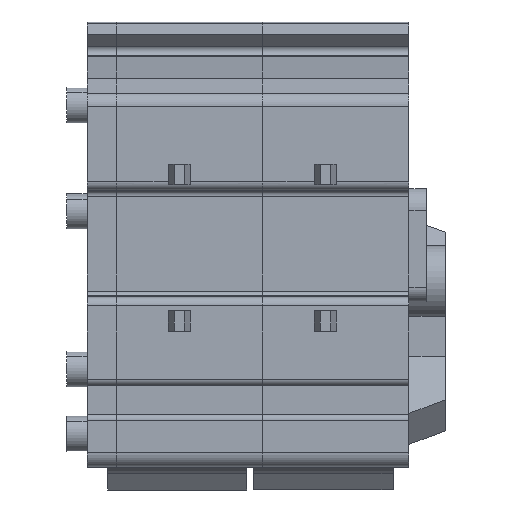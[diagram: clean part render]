
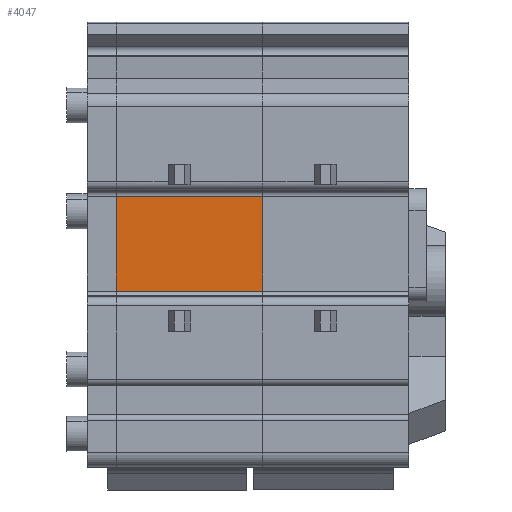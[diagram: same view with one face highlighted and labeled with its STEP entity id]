
A CAD part, front view. The second image highlights one B-rep face of the part: STEP entity #4047.
In plain terms, the highlighted face is planar.
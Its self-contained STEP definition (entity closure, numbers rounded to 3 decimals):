
#125 = EDGE_CURVE ( 'NONE', #6931, #5525, #2567, .T. ) ;
#202 = ORIENTED_EDGE ( 'NONE', *, *, #5770, .F. ) ;
#280 = DIRECTION ( 'NONE',  ( 0., 0., 1. ) ) ;
#1060 = VERTEX_POINT ( 'NONE', #6211 ) ;
#1202 = FACE_OUTER_BOUND ( 'NONE', #5802, .T. ) ;
#1412 = EDGE_CURVE ( 'NONE', #1060, #5525, #8250, .T. ) ;
#1792 = DIRECTION ( 'NONE',  ( 0.707, 0.707, 0. ) ) ;
#1885 = DIRECTION ( 'NONE',  ( -0.707, -0.707, 0. ) ) ;
#2121 = VECTOR ( 'NONE', #1792, 1000. ) ;
#2423 = CARTESIAN_POINT ( 'NONE',  ( 228.613, 244.866, -6. ) ) ;
#2484 = CARTESIAN_POINT ( 'NONE',  ( 228.613, 244.866, 8.73 ) ) ;
#2567 = LINE ( 'NONE', #4637, #4346 ) ;
#2768 = VECTOR ( 'NONE', #280, 1000. ) ;
#3021 = AXIS2_PLACEMENT_3D ( 'NONE', #2484, #5404, #1885 ) ;
#3074 = ORIENTED_EDGE ( 'NONE', *, *, #125, .T. ) ;
#3262 = CARTESIAN_POINT ( 'NONE',  ( 226.322, 242.575, -11. ) ) ;
#4047 = ADVANCED_FACE ( 'NONE', ( #1202 ), #5246, .F. ) ;
#4346 = VECTOR ( 'NONE', #7210, 1000. ) ;
#4378 = CARTESIAN_POINT ( 'NONE',  ( 228.613, 244.866, -11. ) ) ;
#4463 = VERTEX_POINT ( 'NONE', #6910 ) ;
#4637 = CARTESIAN_POINT ( 'NONE',  ( 226.322, 242.575, -11. ) ) ;
#5093 = ORIENTED_EDGE ( 'NONE', *, *, #6273, .F. ) ;
#5096 = DIRECTION ( 'NONE',  ( -0.707, -0.707, 0. ) ) ;
#5246 = PLANE ( 'NONE',  #3021 ) ;
#5404 = DIRECTION ( 'NONE',  ( 0.707, -0.707, 0. ) ) ;
#5525 = VERTEX_POINT ( 'NONE', #7619 ) ;
#5697 = LINE ( 'NONE', #8251, #2121 ) ;
#5770 = EDGE_CURVE ( 'NONE', #6931, #4463, #5697, .T. ) ;
#5802 = EDGE_LOOP ( 'NONE', ( #6438, #5093, #202, #3074 ) ) ;
#6211 = CARTESIAN_POINT ( 'NONE',  ( 228.613, 244.866, -6. ) ) ;
#6273 = EDGE_CURVE ( 'NONE', #4463, #1060, #7461, .T. ) ;
#6317 = VECTOR ( 'NONE', #5096, 1000. ) ;
#6438 = ORIENTED_EDGE ( 'NONE', *, *, #1412, .F. ) ;
#6910 = CARTESIAN_POINT ( 'NONE',  ( 228.613, 244.866, -11. ) ) ;
#6931 = VERTEX_POINT ( 'NONE', #3262 ) ;
#7210 = DIRECTION ( 'NONE',  ( 0., 0., 1. ) ) ;
#7461 = LINE ( 'NONE', #4378, #2768 ) ;
#7619 = CARTESIAN_POINT ( 'NONE',  ( 226.322, 242.575, -6. ) ) ;
#8250 = LINE ( 'NONE', #2423, #6317 ) ;
#8251 = CARTESIAN_POINT ( 'NONE',  ( 226.322, 242.575, -11. ) ) ;
